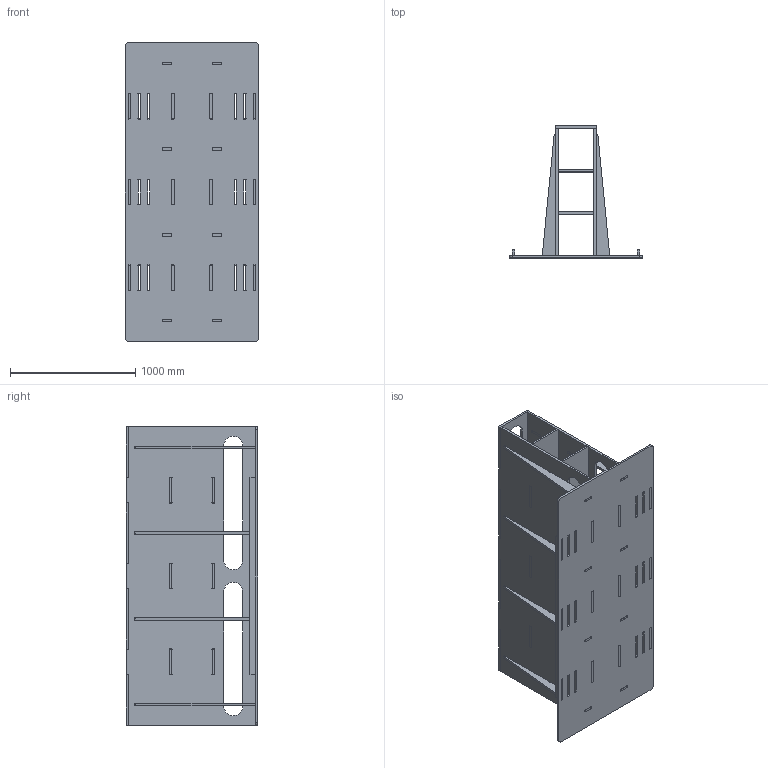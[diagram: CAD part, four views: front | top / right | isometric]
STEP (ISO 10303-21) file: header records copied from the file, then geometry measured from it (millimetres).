
FILE_DESCRIPTION(/* description */ (''),/* implementation_level */ '2;1');
FILE_NAME(/* name */ 'LumberCart v15.step',/* time_stamp */ '2020-12-21T12:31:07-05:00',/* author */ (''),/* organization */ (''),/* preprocessor_version */ 'ST-DEVELOPER v18.1',/* originating_system */ 'Autodesk Translation Framework v9.7.0.1280',/* authorisation */ '');
FILE_SCHEMA (('AUTOMOTIVE_DESIGN { 1 0 10303 214 3 1 1 }'));
Length unit declared in the file: inch
Products named in the file (9): LumberCart; Base; Top; Stop; Side; Shelf; SheetSupport; SheetSupport (1); Stop (1)
Assembly tree (16 placements, depth 2):
  LumberCart
    Base
    Side  x2
    SheetSupport  x4
    Shelf  x2
    Top
    Stop
    SheetSupport (1)  x4
    Stop (1)
Bounding box: 1066.8 x 1052.58 x 2387.6 mm (x, y, z)
Volume: 166834505.4 mm3; surface area: 20023781.2 mm2
Topology: 16 solids, 16 shells, 919 faces, 2661 edges, 1774 vertices
Faces by surface type: plane 548, cylinder 371
Entity records: 20456 total; most frequent: CARTESIAN_POINT 3539, DIRECTION 3507, ORIENTED_EDGE 3498, EDGE_CURVE 1749, LINE 1239, VECTOR 1239, VERTEX_POINT 1166, AXIS2_PLACEMENT_3D 1134
